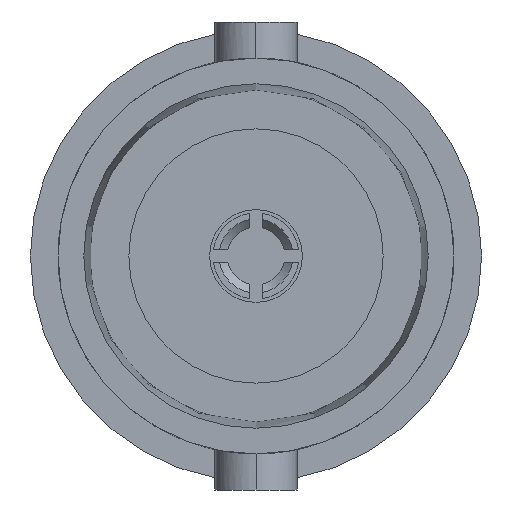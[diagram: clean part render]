
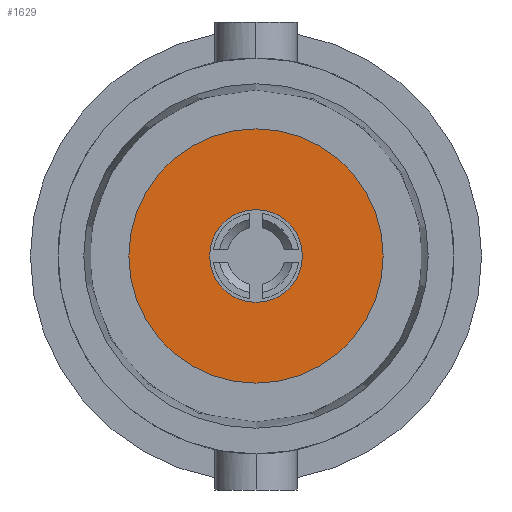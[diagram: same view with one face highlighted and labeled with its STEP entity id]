
A CAD part, left-side view. The second image highlights one B-rep face of the part: STEP entity #1629.
In plain terms, the highlighted planar face has unit normal (-1, 0, 0).
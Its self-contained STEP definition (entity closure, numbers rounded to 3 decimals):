
#36 = EDGE_LOOP ( 'NONE', ( #700, #559 ) ) ;
#86 = EDGE_CURVE ( 'NONE', #2394, #521, #1135, .T. ) ;
#93 = AXIS2_PLACEMENT_3D ( 'NONE', #188, #252, #413 ) ;
#100 = DIRECTION ( 'NONE',  ( -1., 0., 0. ) ) ;
#152 = EDGE_CURVE ( 'NONE', #2430, #2536, #1316, .T. ) ;
#188 = CARTESIAN_POINT ( 'NONE',  ( 8.9, 0., 0. ) ) ;
#252 = DIRECTION ( 'NONE',  ( -1., 0., 0. ) ) ;
#318 = AXIS2_PLACEMENT_3D ( 'NONE', #2230, #1567, #1998 ) ;
#329 = CARTESIAN_POINT ( 'NONE',  ( 8.9, 0., 1.13 ) ) ;
#397 = EDGE_CURVE ( 'NONE', #2536, #2430, #1773, .T. ) ;
#413 = DIRECTION ( 'NONE',  ( 0., 0., 1. ) ) ;
#434 = AXIS2_PLACEMENT_3D ( 'NONE', #2692, #100, #736 ) ;
#521 = VERTEX_POINT ( 'NONE', #1482 ) ;
#559 = ORIENTED_EDGE ( 'NONE', *, *, #86, .T. ) ;
#700 = ORIENTED_EDGE ( 'NONE', *, *, #2640, .T. ) ;
#717 = PLANE ( 'NONE',  #434 ) ;
#736 = DIRECTION ( 'NONE',  ( 0., 0., 1. ) ) ;
#933 = FACE_OUTER_BOUND ( 'NONE', #36, .T. ) ;
#950 = CARTESIAN_POINT ( 'NONE',  ( 8.9, 0., 0. ) ) ;
#992 = DIRECTION ( 'NONE',  ( 0., 0., 1. ) ) ;
#1082 = CARTESIAN_POINT ( 'NONE',  ( 8.9, 0., -1.13 ) ) ;
#1135 = CIRCLE ( 'NONE', #1720, 3.1 ) ;
#1236 = CARTESIAN_POINT ( 'NONE',  ( 8.9, 0., 0. ) ) ;
#1316 = CIRCLE ( 'NONE', #93, 1.13 ) ;
#1459 = DIRECTION ( 'NONE',  ( 0., 0., 1. ) ) ;
#1482 = CARTESIAN_POINT ( 'NONE',  ( 8.9, 0., 3.1 ) ) ;
#1567 = DIRECTION ( 'NONE',  ( -1., 0., 0. ) ) ;
#1629 = ADVANCED_FACE ( 'NONE', ( #2251, #933 ), #717, .T. ) ;
#1719 = CARTESIAN_POINT ( 'NONE',  ( 8.9, 0., -3.1 ) ) ;
#1720 = AXIS2_PLACEMENT_3D ( 'NONE', #1236, #2571, #1459 ) ;
#1746 = ORIENTED_EDGE ( 'NONE', *, *, #152, .F. ) ;
#1773 = CIRCLE ( 'NONE', #318, 1.13 ) ;
#1998 = DIRECTION ( 'NONE',  ( 0., 0., 1. ) ) ;
#2159 = EDGE_LOOP ( 'NONE', ( #2800, #1746 ) ) ;
#2230 = CARTESIAN_POINT ( 'NONE',  ( 8.9, 0., 0. ) ) ;
#2251 = FACE_BOUND ( 'NONE', #2159, .T. ) ;
#2394 = VERTEX_POINT ( 'NONE', #1719 ) ;
#2430 = VERTEX_POINT ( 'NONE', #329 ) ;
#2450 = AXIS2_PLACEMENT_3D ( 'NONE', #950, #2483, #992 ) ;
#2483 = DIRECTION ( 'NONE',  ( -1., 0., 0. ) ) ;
#2534 = CIRCLE ( 'NONE', #2450, 3.1 ) ;
#2536 = VERTEX_POINT ( 'NONE', #1082 ) ;
#2571 = DIRECTION ( 'NONE',  ( -1., 0., 0. ) ) ;
#2640 = EDGE_CURVE ( 'NONE', #521, #2394, #2534, .T. ) ;
#2692 = CARTESIAN_POINT ( 'NONE',  ( 8.9, 0., 0. ) ) ;
#2800 = ORIENTED_EDGE ( 'NONE', *, *, #397, .F. ) ;
